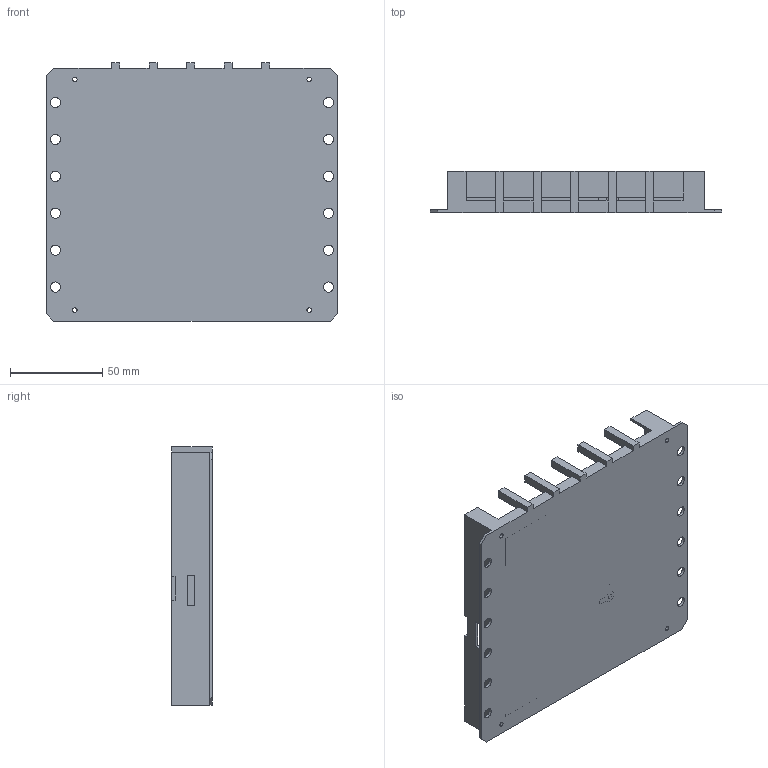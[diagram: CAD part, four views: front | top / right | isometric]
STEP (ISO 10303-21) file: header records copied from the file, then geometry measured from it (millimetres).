
FILE_DESCRIPTION((''),'2;1');
FILE_NAME('6_PACK_CASE_BOTTOM','2021-06-28T09:49:09',('barto'),(''),'CREO PARAMETRIC BY PTC INC, 2019010','CREO PARAMETRIC BY PTC INC, 2019010','');
FILE_SCHEMA(('CONFIG_CONTROL_DESIGN','SHAPE_APPEARANCE_LAYERS_GROUPS'));
Length unit declared in the file: millimetre
Products named in the file (1): 6_PACK_CASE_BOTTOM
Bounding box: 158 x 22.2 x 140 mm (x, y, z)
Volume: 39671.4 mm3; surface area: 65073.5 mm2
Topology: 1 solids, 1 shells, 145 faces, 420 edges, 280 vertices
Faces by surface type: plane 93, cylinder 52
Entity records: 4898 total; most frequent: CARTESIAN_POINT 845, ORIENTED_EDGE 840, DIRECTION 814, EDGE_CURVE 420, VECTOR 316, LINE 316, VERTEX_POINT 280, AXIS2_PLACEMENT_3D 249
